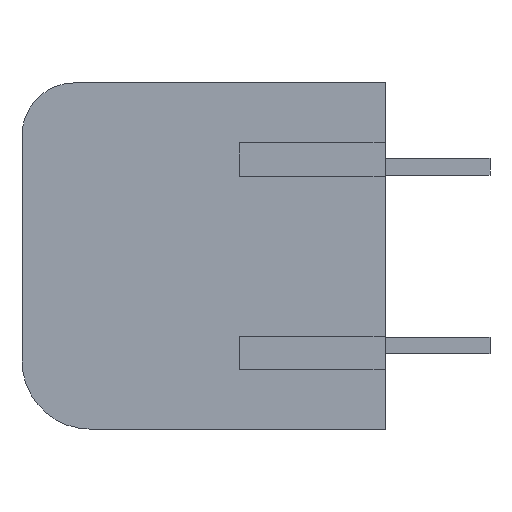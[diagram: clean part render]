
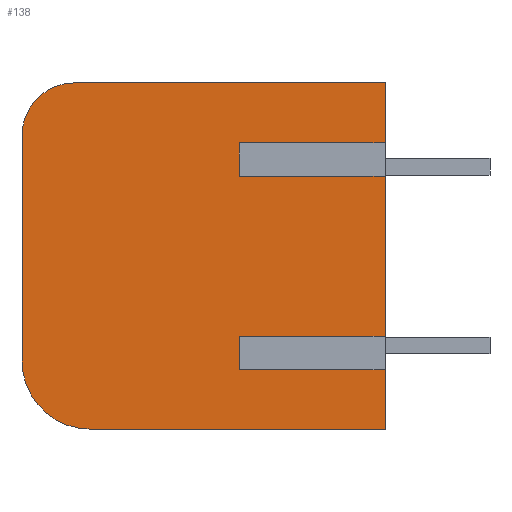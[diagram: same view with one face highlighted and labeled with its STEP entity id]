
A CAD part, left-side view. The second image highlights one B-rep face of the part: STEP entity #138.
In plain terms, the highlighted planar face has unit normal (-1, 0, 0).
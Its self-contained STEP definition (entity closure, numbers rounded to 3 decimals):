
#138=ADVANCED_FACE('',(#467),#468,.F.);
#467=FACE_OUTER_BOUND('',#995,.T.);
#468=PLANE('',#996);
#995=EDGE_LOOP('',(#1963,#1964,#1965,#1966,#1967,#1968,#1969,#1970,#1971,#1972,#1973,#1974,#1975,#1976));
#996=AXIS2_PLACEMENT_3D('',#1977,#1978,#1979);
#1963=ORIENTED_EDGE('',*,*,#3814,.F.);
#1964=ORIENTED_EDGE('',*,*,#3635,.F.);
#1965=ORIENTED_EDGE('',*,*,#3815,.T.);
#1966=ORIENTED_EDGE('',*,*,#3816,.F.);
#1967=ORIENTED_EDGE('',*,*,#3817,.F.);
#1968=ORIENTED_EDGE('',*,*,#3631,.F.);
#1969=ORIENTED_EDGE('',*,*,#3779,.F.);
#1970=ORIENTED_EDGE('',*,*,#3818,.F.);
#1971=ORIENTED_EDGE('',*,*,#3807,.F.);
#1972=ORIENTED_EDGE('',*,*,#3819,.F.);
#1973=ORIENTED_EDGE('',*,*,#3820,.F.);
#1974=ORIENTED_EDGE('',*,*,#3639,.F.);
#1975=ORIENTED_EDGE('',*,*,#3821,.T.);
#1976=ORIENTED_EDGE('',*,*,#3822,.F.);
#1977=CARTESIAN_POINT('',(-19.0,0.0,0.0));
#1978=DIRECTION('',(1.0,0.0,0.0));
#1979=DIRECTION('',(0.0,1.0,0.0));
#3631=EDGE_CURVE('',#4385,#4387,#4388,.T.);
#3635=EDGE_CURVE('',#4393,#4395,#4396,.T.);
#3639=EDGE_CURVE('',#4401,#4403,#4404,.T.);
#3779=EDGE_CURVE('',#4644,#4385,#4646,.T.);
#3807=EDGE_CURVE('',#4691,#4686,#4693,.T.);
#3814=EDGE_CURVE('',#4395,#4706,#4707,.T.);
#3815=EDGE_CURVE('',#4393,#4708,#4709,.T.);
#3816=EDGE_CURVE('',#4710,#4708,#4711,.T.);
#3817=EDGE_CURVE('',#4387,#4710,#4712,.T.);
#3818=EDGE_CURVE('',#4686,#4644,#4713,.T.);
#3819=EDGE_CURVE('',#4714,#4691,#4715,.T.);
#3820=EDGE_CURVE('',#4403,#4714,#4716,.T.);
#3821=EDGE_CURVE('',#4401,#4717,#4718,.T.);
#3822=EDGE_CURVE('',#4706,#4717,#4719,.T.);
#4385=VERTEX_POINT('',#5606);
#4387=VERTEX_POINT('',#5609);
#4388=LINE('',#5610,#5611);
#4393=VERTEX_POINT('',#5618);
#4395=VERTEX_POINT('',#5621);
#4396=LINE('',#5622,#5623);
#4401=VERTEX_POINT('',#5630);
#4403=VERTEX_POINT('',#5633);
#4404=LINE('',#5634,#5635);
#4644=VERTEX_POINT('',#5999);
#4646=LINE('',#6002,#6003);
#4686=VERTEX_POINT('',#6061);
#4691=VERTEX_POINT('',#6068);
#4693=LINE('',#6071,#6072);
#4706=VERTEX_POINT('',#6085);
#4707=LINE('',#6086,#6087);
#4708=VERTEX_POINT('',#6088);
#4709=LINE('',#6089,#6090);
#4710=VERTEX_POINT('',#6091);
#4711=LINE('',#6092,#6093);
#4712=LINE('',#6094,#6095);
#4713=CIRCLE('',#6096,2.5);
#4714=VERTEX_POINT('',#6097);
#4715=CIRCLE('',#6098,3.25);
#4716=LINE('',#6099,#6100);
#4717=VERTEX_POINT('',#6101);
#4718=LINE('',#6102,#6103);
#4719=LINE('',#6104,#6105);
#5606=CARTESIAN_POINT('',(-19.0,-7.5,0.0));
#5609=CARTESIAN_POINT('',(-19.0,-7.5,-3.136));
#5610=CARTESIAN_POINT('',(-19.0,-7.5,0.0));
#5611=VECTOR('',#7443,3.136);
#5618=CARTESIAN_POINT('',(-19.0,-7.5,-4.174));
#5621=CARTESIAN_POINT('',(-19.0,-7.5,-12.356));
#5622=CARTESIAN_POINT('',(-19.0,-7.5,-4.174));
#5623=VECTOR('',#7447,8.182);
#5630=CARTESIAN_POINT('',(-19.0,-7.5,-13.394));
#5633=CARTESIAN_POINT('',(-19.0,-7.5,-16.5));
#5634=CARTESIAN_POINT('',(-19.0,-7.5,-13.394));
#5635=VECTOR('',#7451,3.106);
#5999=CARTESIAN_POINT('',(-19.0,7.3,0.0));
#6002=CARTESIAN_POINT('',(-19.0,7.3,0.0));
#6003=VECTOR('',#7619,14.8);
#6061=CARTESIAN_POINT('',(-19.0,9.8,-2.5));
#6068=CARTESIAN_POINT('',(-19.0,9.8,-13.25));
#6071=CARTESIAN_POINT('',(-19.0,9.8,-13.25));
#6072=VECTOR('',#7659,10.75);
#6085=CARTESIAN_POINT('',(-19.0,-0.55,-12.356));
#6086=CARTESIAN_POINT('',(-19.0,-7.5,-12.356));
#6087=VECTOR('',#7678,6.95);
#6088=CARTESIAN_POINT('',(-19.0,-0.55,-4.174));
#6089=CARTESIAN_POINT('',(-19.0,-7.5,-4.174));
#6090=VECTOR('',#7679,6.95);
#6091=CARTESIAN_POINT('',(-19.0,-0.55,-3.136));
#6092=CARTESIAN_POINT('',(-19.0,-0.55,-3.136));
#6093=VECTOR('',#7680,1.038);
#6094=CARTESIAN_POINT('',(-19.0,-7.5,-3.136));
#6095=VECTOR('',#7681,6.95);
#6096=AXIS2_PLACEMENT_3D('',#7682,#7683,#7684);
#6097=CARTESIAN_POINT('',(-19.0,6.55,-16.5));
#6098=AXIS2_PLACEMENT_3D('',#7685,#7686,#7687);
#6099=CARTESIAN_POINT('',(-19.0,-7.5,-16.5));
#6100=VECTOR('',#7688,14.05);
#6101=CARTESIAN_POINT('',(-19.0,-0.55,-13.394));
#6102=CARTESIAN_POINT('',(-19.0,-7.5,-13.394));
#6103=VECTOR('',#7689,6.95);
#6104=CARTESIAN_POINT('',(-19.0,-0.55,-12.356));
#6105=VECTOR('',#7690,1.038);
#7443=DIRECTION('',(0.0,0.0,-1.0));
#7447=DIRECTION('',(0.0,0.0,-1.0));
#7451=DIRECTION('',(0.0,0.0,-1.0));
#7619=DIRECTION('',(0.0,-1.0,0.0));
#7659=DIRECTION('',(0.0,0.0,1.0));
#7678=DIRECTION('',(0.0,1.0,0.0));
#7679=DIRECTION('',(0.0,1.0,0.0));
#7680=DIRECTION('',(0.0,0.0,-1.0));
#7681=DIRECTION('',(0.0,1.0,0.0));
#7682=CARTESIAN_POINT('',(-19.0,7.3,-2.5));
#7683=DIRECTION('',(1.0,0.0,0.0));
#7684=DIRECTION('',(0.0,1.0,0.0));
#7685=CARTESIAN_POINT('',(-19.0,6.55,-13.25));
#7686=DIRECTION('',(1.0,0.0,0.0));
#7687=DIRECTION('',(0.0,0.0,-1.0));
#7688=DIRECTION('',(0.0,1.0,0.0));
#7689=DIRECTION('',(0.0,1.0,0.0));
#7690=DIRECTION('',(0.0,0.0,-1.0));
